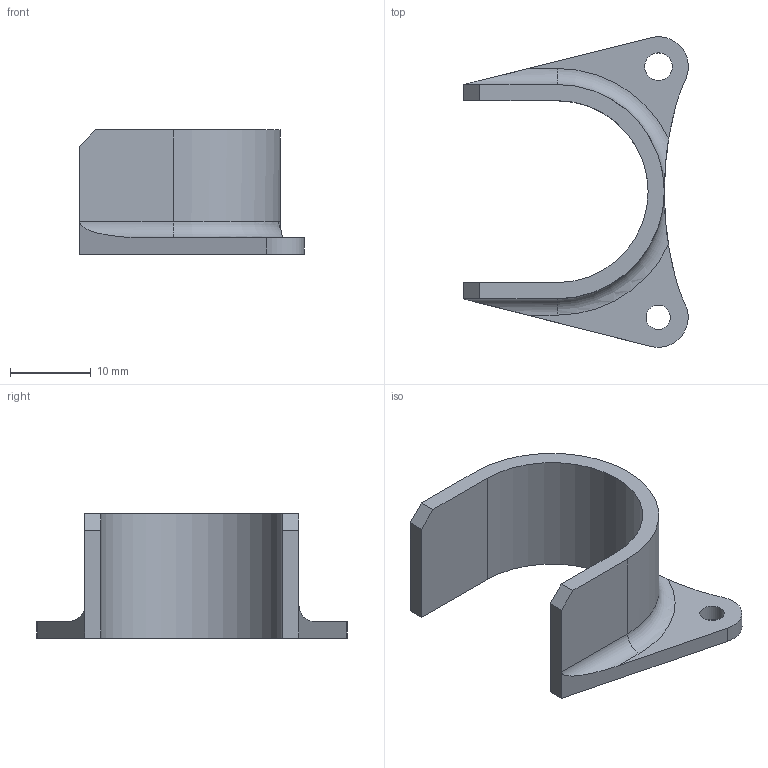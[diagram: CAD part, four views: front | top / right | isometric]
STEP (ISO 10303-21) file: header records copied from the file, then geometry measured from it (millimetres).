
FILE_DESCRIPTION(/* description */ (''),/* implementation_level */ '2;1');
FILE_NAME(/* name */ 'belt cover.stp',/* time_stamp */ '2023-01-22T17:12:35+03:00',/* author */ ('Engineer'),/* organization */ (''),/* preprocessor_version */ 'ST-DEVELOPER v18.1',/* originating_system */ 'Autodesk Inventor 2022',/* authorisation */ '');
FILE_SCHEMA (('AUTOMOTIVE_DESIGN { 1 0 10303 214 3 1 1 }'));
Length unit declared in the file: millimetre
Products named in the file (1): Защита ремня
Bounding box: 27.78 x 38.38 x 15.35 mm (x, y, z)
Volume: 2455.2 mm3; surface area: 2762.2 mm2
Topology: 1 solids, 1 shells, 28 faces, 74 edges, 48 vertices
Faces by surface type: plane 14, cylinder 12, torus 2
Full cylindrical faces by diameter (mm): 3 x1, 3.4 x1
Entity records: 990 total; most frequent: CARTESIAN_POINT 183, DIRECTION 158, ORIENTED_EDGE 148, EDGE_CURVE 74, AXIS2_PLACEMENT_3D 57, VERTEX_POINT 48, LINE 44, VECTOR 44
